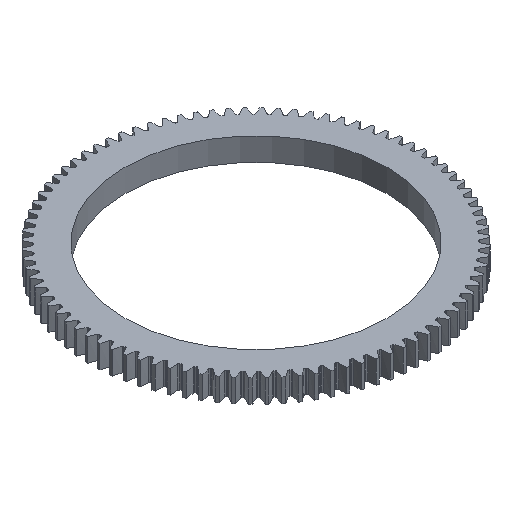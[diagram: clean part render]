
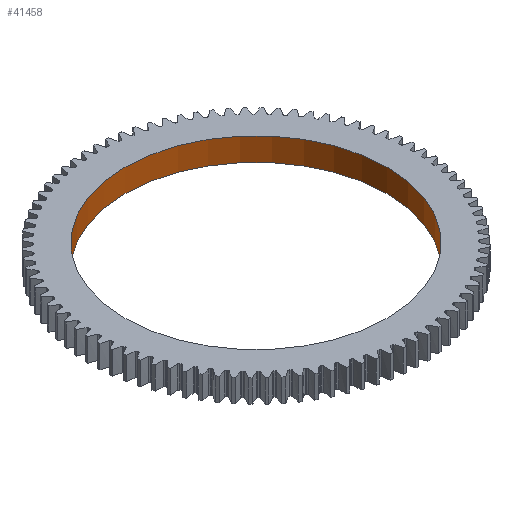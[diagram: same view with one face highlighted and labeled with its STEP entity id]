
A CAD part, isometric view. The second image highlights one B-rep face of the part: STEP entity #41458.
In plain terms, the highlighted cylindrical face has radius 28.5 mm (diameter 57 mm), a full revolution.
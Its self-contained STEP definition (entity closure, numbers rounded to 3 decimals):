
#75 = PLANE('',#76);
#76 = AXIS2_PLACEMENT_3D('',#77,#78,#79);
#77 = CARTESIAN_POINT('',(0.,0.,5.));
#78 = DIRECTION('',(0.,0.,-1.));
#79 = DIRECTION('',(-1.,0.,0.));
#131 = PLANE('',#132);
#132 = AXIS2_PLACEMENT_3D('',#133,#134,#135);
#133 = CARTESIAN_POINT('',(0.,0.,
    0.));
#134 = DIRECTION('',(0.,0.,-1.));
#135 = DIRECTION('',(-1.,0.,0.));
#15512 = EDGE_CURVE('',#15513,#15513,#15515,.T.);
#15513 = VERTEX_POINT('',#15514);
#15514 = CARTESIAN_POINT('',(28.5,0.,0.)
  );
#15515 = SURFACE_CURVE('',#15516,(#15521,#15532),.PCURVE_S1.);
#15516 = CIRCLE('',#15517,28.5);
#15517 = AXIS2_PLACEMENT_3D('',#15518,#15519,#15520);
#15518 = CARTESIAN_POINT('',(0.,0.,0.));
#15519 = DIRECTION('',(0.,0.,1.));
#15520 = DIRECTION('',(1.,0.,0.));
#15521 = PCURVE('',#131,#15522);
#15522 = DEFINITIONAL_REPRESENTATION('',(#15523),#15531);
#15523 = ( BOUNDED_CURVE() B_SPLINE_CURVE(2,(#15524,#15525,#15526,#15527
    ,#15528,#15529,#15530),.UNSPECIFIED.,.T.,.F.) 
B_SPLINE_CURVE_WITH_KNOTS((1,2,2,2,2,1),(-2.094,0.,
    2.094,4.189,6.283,8.378),
.UNSPECIFIED.) CURVE() GEOMETRIC_REPRESENTATION_ITEM() 
RATIONAL_B_SPLINE_CURVE((1.,0.5,1.,0.5,1.,0.5,1.)) REPRESENTATION_ITEM(
  '') );
#15524 = CARTESIAN_POINT('',(-28.5,0.));
#15525 = CARTESIAN_POINT('',(-28.5,49.363));
#15526 = CARTESIAN_POINT('',(14.25,24.682));
#15527 = CARTESIAN_POINT('',(57.,0.));
#15528 = CARTESIAN_POINT('',(14.25,-24.682));
#15529 = CARTESIAN_POINT('',(-28.5,-49.363));
#15530 = CARTESIAN_POINT('',(-28.5,0.));
#15531 = ( GEOMETRIC_REPRESENTATION_CONTEXT(2) 
PARAMETRIC_REPRESENTATION_CONTEXT() REPRESENTATION_CONTEXT('2D SPACE',''
  ) );
#15532 = PCURVE('',#15533,#15538);
#15533 = CYLINDRICAL_SURFACE('',#15534,28.5);
#15534 = AXIS2_PLACEMENT_3D('',#15535,#15536,#15537);
#15535 = CARTESIAN_POINT('',(0.,0.,-0.001));
#15536 = DIRECTION('',(0.,0.,1.));
#15537 = DIRECTION('',(1.,0.,0.));
#15538 = DEFINITIONAL_REPRESENTATION('',(#15539),#15543);
#15539 = LINE('',#15540,#15541);
#15540 = CARTESIAN_POINT('',(0.,0.001));
#15541 = VECTOR('',#15542,1.);
#15542 = DIRECTION('',(1.,0.));
#15543 = ( GEOMETRIC_REPRESENTATION_CONTEXT(2) 
PARAMETRIC_REPRESENTATION_CONTEXT() REPRESENTATION_CONTEXT('2D SPACE',''
  ) );
#27276 = EDGE_CURVE('',#27277,#27277,#27279,.T.);
#27277 = VERTEX_POINT('',#27278);
#27278 = CARTESIAN_POINT('',(28.5,0.,5.));
#27279 = SURFACE_CURVE('',#27280,(#27285,#27296),.PCURVE_S1.);
#27280 = CIRCLE('',#27281,28.5);
#27281 = AXIS2_PLACEMENT_3D('',#27282,#27283,#27284);
#27282 = CARTESIAN_POINT('',(0.,0.,5.));
#27283 = DIRECTION('',(0.,0.,1.));
#27284 = DIRECTION('',(1.,0.,0.));
#27285 = PCURVE('',#75,#27286);
#27286 = DEFINITIONAL_REPRESENTATION('',(#27287),#27295);
#27287 = ( BOUNDED_CURVE() B_SPLINE_CURVE(2,(#27288,#27289,#27290,#27291
    ,#27292,#27293,#27294),.UNSPECIFIED.,.T.,.F.) 
B_SPLINE_CURVE_WITH_KNOTS((1,2,2,2,2,1),(-2.094,0.,
    2.094,4.189,6.283,8.378),
.UNSPECIFIED.) CURVE() GEOMETRIC_REPRESENTATION_ITEM() 
RATIONAL_B_SPLINE_CURVE((1.,0.5,1.,0.5,1.,0.5,1.)) REPRESENTATION_ITEM(
  '') );
#27288 = CARTESIAN_POINT('',(-28.5,0.));
#27289 = CARTESIAN_POINT('',(-28.5,49.363));
#27290 = CARTESIAN_POINT('',(14.25,24.682));
#27291 = CARTESIAN_POINT('',(57.,0.));
#27292 = CARTESIAN_POINT('',(14.25,-24.682));
#27293 = CARTESIAN_POINT('',(-28.5,-49.363));
#27294 = CARTESIAN_POINT('',(-28.5,0.));
#27295 = ( GEOMETRIC_REPRESENTATION_CONTEXT(2) 
PARAMETRIC_REPRESENTATION_CONTEXT() REPRESENTATION_CONTEXT('2D SPACE',''
  ) );
#27296 = PCURVE('',#15533,#27297);
#27297 = DEFINITIONAL_REPRESENTATION('',(#27298),#27302);
#27298 = LINE('',#27299,#27300);
#27299 = CARTESIAN_POINT('',(0.,5.001));
#27300 = VECTOR('',#27301,1.);
#27301 = DIRECTION('',(1.,0.));
#27302 = ( GEOMETRIC_REPRESENTATION_CONTEXT(2) 
PARAMETRIC_REPRESENTATION_CONTEXT() REPRESENTATION_CONTEXT('2D SPACE',''
  ) );
#41458 = ADVANCED_FACE('',(#41459),#15533,.F.);
#41459 = FACE_BOUND('',#41460,.F.);
#41460 = EDGE_LOOP('',(#41461,#41462,#41483,#41484));
#41461 = ORIENTED_EDGE('',*,*,#27276,.F.);
#41462 = ORIENTED_EDGE('',*,*,#41463,.F.);
#41463 = EDGE_CURVE('',#15513,#27277,#41464,.T.);
#41464 = SEAM_CURVE('',#41465,(#41469,#41476),.PCURVE_S1.);
#41465 = LINE('',#41466,#41467);
#41466 = CARTESIAN_POINT('',(28.5,0.,-0.001)
  );
#41467 = VECTOR('',#41468,1.);
#41468 = DIRECTION('',(0.,0.,1.));
#41469 = PCURVE('',#15533,#41470);
#41470 = DEFINITIONAL_REPRESENTATION('',(#41471),#41475);
#41471 = LINE('',#41472,#41473);
#41472 = CARTESIAN_POINT('',(6.283,0.));
#41473 = VECTOR('',#41474,1.);
#41474 = DIRECTION('',(0.,1.));
#41475 = ( GEOMETRIC_REPRESENTATION_CONTEXT(2) 
PARAMETRIC_REPRESENTATION_CONTEXT() REPRESENTATION_CONTEXT('2D SPACE',''
  ) );
#41476 = PCURVE('',#15533,#41477);
#41477 = DEFINITIONAL_REPRESENTATION('',(#41478),#41482);
#41478 = LINE('',#41479,#41480);
#41479 = CARTESIAN_POINT('',(0.,0.));
#41480 = VECTOR('',#41481,1.);
#41481 = DIRECTION('',(0.,1.));
#41482 = ( GEOMETRIC_REPRESENTATION_CONTEXT(2) 
PARAMETRIC_REPRESENTATION_CONTEXT() REPRESENTATION_CONTEXT('2D SPACE',''
  ) );
#41483 = ORIENTED_EDGE('',*,*,#15512,.T.);
#41484 = ORIENTED_EDGE('',*,*,#41463,.T.);
